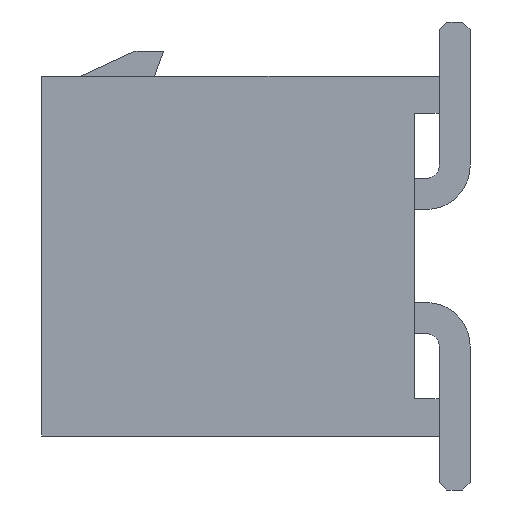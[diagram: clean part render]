
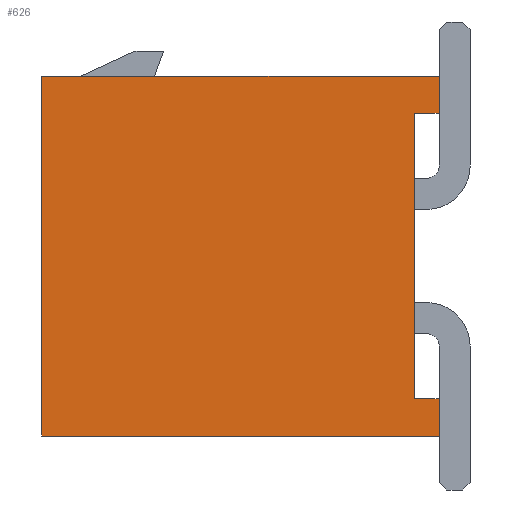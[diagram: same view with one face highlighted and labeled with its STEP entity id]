
A CAD part, left-side view. The second image highlights one B-rep face of the part: STEP entity #626.
In plain terms, the highlighted planar face has unit normal (-1, 0, 0).
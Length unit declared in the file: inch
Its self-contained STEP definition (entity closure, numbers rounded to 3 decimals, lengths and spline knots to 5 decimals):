
#626 = ADVANCED_FACE( '', ( #1326 ), #1327, .F. );
#1326 = FACE_OUTER_BOUND( '', #2110, .T. );
#1327 = PLANE( '', #2111 );
#2110 = EDGE_LOOP( '', ( #3818, #3819, #3820, #3821, #3822, #3823, #3824, #3825 ) );
#2111 = AXIS2_PLACEMENT_3D( '', #3826, #3827, #3828 );
#3818 = ORIENTED_EDGE( '', *, *, #5677, .F. );
#3819 = ORIENTED_EDGE( '', *, *, #5610, .F. );
#3820 = ORIENTED_EDGE( '', *, *, #5678, .F. );
#3821 = ORIENTED_EDGE( '', *, *, #5414, .F. );
#3822 = ORIENTED_EDGE( '', *, *, #5679, .F. );
#3823 = ORIENTED_EDGE( '', *, *, #5106, .F. );
#3824 = ORIENTED_EDGE( '', *, *, #5215, .F. );
#3825 = ORIENTED_EDGE( '', *, *, #5680, .F. );
#3826 = CARTESIAN_POINT( '', ( -0.23, 0., 0. ) );
#3827 = DIRECTION( '', ( 1., 0., 0. ) );
#3828 = DIRECTION( '', ( 0., 0., -1. ) );
#5106 = EDGE_CURVE( '', #6235, #6237, #6238, .T. );
#5215 = EDGE_CURVE( '', #6418, #6235, #6420, .T. );
#5414 = EDGE_CURVE( '', #6746, #6748, #6749, .T. );
#5610 = EDGE_CURVE( '', #7028, #7026, #7030, .T. );
#5677 = EDGE_CURVE( '', #7026, #7121, #7122, .T. );
#5678 = EDGE_CURVE( '', #6748, #7028, #7123, .T. );
#5679 = EDGE_CURVE( '', #6237, #6746, #7124, .T. );
#5680 = EDGE_CURVE( '', #7121, #6418, #7125, .T. );
#6235 = VERTEX_POINT( '', #7865 );
#6237 = VERTEX_POINT( '', #7868 );
#6238 = LINE( '', #7869, #7870 );
#6418 = VERTEX_POINT( '', #8130 );
#6420 = LINE( '', #8133, #8134 );
#6746 = VERTEX_POINT( '', #8614 );
#6748 = VERTEX_POINT( '', #8617 );
#6749 = LINE( '', #8618, #8619 );
#7026 = VERTEX_POINT( '', #9034 );
#7028 = VERTEX_POINT( '', #9037 );
#7030 = LINE( '', #9040, #9041 );
#7121 = VERTEX_POINT( '', #9176 );
#7122 = LINE( '', #9177, #9178 );
#7123 = LINE( '', #9179, #9180 );
#7124 = LINE( '', #9181, #9182 );
#7125 = LINE( '', #9183, #9184 );
#7865 = CARTESIAN_POINT( '', ( -0.23, 0., 0.115 ) );
#7868 = CARTESIAN_POINT( '', ( -0.23, 0.02, 0.115 ) );
#7869 = CARTESIAN_POINT( '', ( -0.23, 0., 0.115 ) );
#7870 = VECTOR( '', #9826, 39.37008 );
#8130 = CARTESIAN_POINT( '', ( -0.23, 0., 0.145 ) );
#8133 = CARTESIAN_POINT( '', ( -0.23, 0., 0.145 ) );
#8134 = VECTOR( '', #9926, 39.37008 );
#8614 = CARTESIAN_POINT( '', ( -0.23, 0.02, -0.115 ) );
#8617 = CARTESIAN_POINT( '', ( -0.23, 0., -0.115 ) );
#8618 = CARTESIAN_POINT( '', ( -0.23, 0.02, -0.115 ) );
#8619 = VECTOR( '', #10094, 39.37008 );
#9034 = CARTESIAN_POINT( '', ( -0.23, 0.32, -0.145 ) );
#9037 = CARTESIAN_POINT( '', ( -0.23, 0., -0.145 ) );
#9040 = CARTESIAN_POINT( '', ( -0.23, 0., -0.145 ) );
#9041 = VECTOR( '', #10262, 39.37008 );
#9176 = CARTESIAN_POINT( '', ( -0.23, 0.32, 0.145 ) );
#9177 = CARTESIAN_POINT( '', ( -0.23, 0.32, -0.145 ) );
#9178 = VECTOR( '', #10310, 39.37008 );
#9179 = CARTESIAN_POINT( '', ( -0.23, 0., -0.115 ) );
#9180 = VECTOR( '', #10311, 39.37008 );
#9181 = CARTESIAN_POINT( '', ( -0.23, 0.02, 0.115 ) );
#9182 = VECTOR( '', #10312, 39.37008 );
#9183 = CARTESIAN_POINT( '', ( -0.23, 0.32, 0.145 ) );
#9184 = VECTOR( '', #10313, 39.37008 );
#9826 = DIRECTION( '', ( 0., 1., 0. ) );
#9926 = DIRECTION( '', ( 0., 0., -1. ) );
#10094 = DIRECTION( '', ( 0., -1., 0. ) );
#10262 = DIRECTION( '', ( 0., 1., 0. ) );
#10310 = DIRECTION( '', ( 0., 0., 1. ) );
#10311 = DIRECTION( '', ( 0., 0., -1. ) );
#10312 = DIRECTION( '', ( 0., 0., -1. ) );
#10313 = DIRECTION( '', ( 0., -1., 0. ) );
